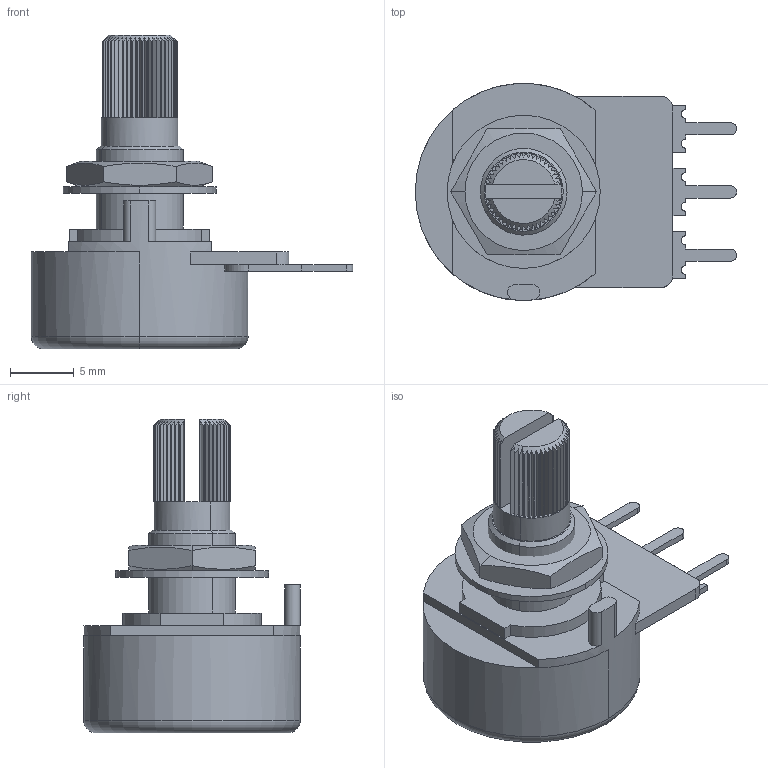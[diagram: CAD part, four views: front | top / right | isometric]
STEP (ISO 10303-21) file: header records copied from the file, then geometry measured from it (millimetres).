
FILE_DESCRIPTION (( 'STEP AP214' ), '1' );
FILE_NAME ('3F09B928-91AF-4AA5-95A0-B348B8DCE7AF.STEP', '2024-05-02T21:59:17', ( '' ), ( '' ), 'SwSTEP 2.0', 'SolidWorks 2022', '' );
FILE_SCHEMA (( 'AUTOMOTIVE_DESIGN' ));
Length unit declared in the file: millimetre
Products named in the file (1): 3F09B928-91AF-4AA5-95A0-B348B8DCE7AF
Bounding box: 25.2 x 17 x 24.6 mm (x, y, z)
Volume: 2624.1 mm3; surface area: 1978.4 mm2
Topology: 3 solids, 3 shells, 244 faces, 689 edges, 454 vertices
Faces by surface type: plane 197, cylinder 35, cone 10, torus 2
Entity records: 8266 total; most frequent: CARTESIAN_POINT 1804, ORIENTED_EDGE 1378, DIRECTION 1260, EDGE_CURVE 689, VERTEX_POINT 454, AXIS2_PLACEMENT_3D 432, VECTOR 396, LINE 396
